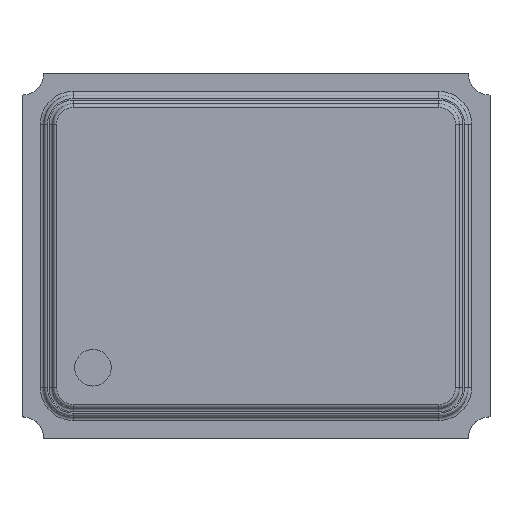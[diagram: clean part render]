
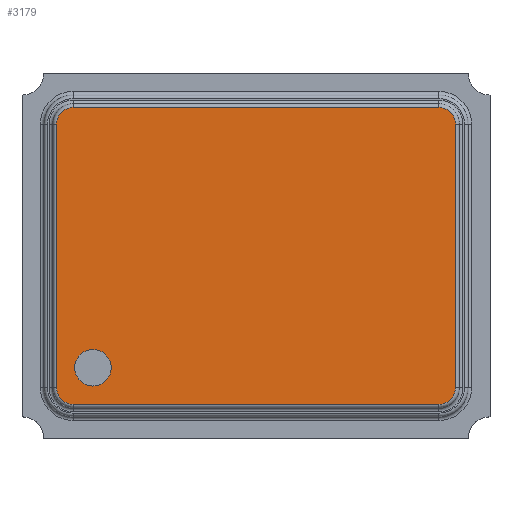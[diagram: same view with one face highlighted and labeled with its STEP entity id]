
A CAD part, top view. The second image highlights one B-rep face of the part: STEP entity #3179.
In plain terms, the highlighted planar face has unit normal (0, 0, 1).
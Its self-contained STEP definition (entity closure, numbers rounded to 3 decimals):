
#7 = VERTEX_POINT ( 'NONE', #3300 ) ;
#77 = EDGE_LOOP ( 'NONE', ( #175, #1521 ) ) ;
#129 = CARTESIAN_POINT ( 'NONE',  ( 1.25, -1.015, 0.488 ) ) ;
#170 = FACE_OUTER_BOUND ( 'NONE', #3567, .T. ) ;
#175 = ORIENTED_EDGE ( 'NONE', *, *, #6107, .F. ) ;
#328 = VERTEX_POINT ( 'NONE', #3754 ) ;
#352 = CARTESIAN_POINT ( 'NONE',  ( -1.25, -1.015, 0.488 ) ) ;
#356 = EDGE_CURVE ( 'NONE', #4376, #2569, #5071, .T. ) ;
#429 = DIRECTION ( 'NONE',  ( 1., 0., 0. ) ) ;
#436 = CARTESIAN_POINT ( 'NONE',  ( -1.25, -0.9, 0.488 ) ) ;
#437 = ORIENTED_EDGE ( 'NONE', *, *, #3541, .T. ) ;
#459 = AXIS2_PLACEMENT_3D ( 'NONE', #436, #6327, #1883 ) ;
#464 = CARTESIAN_POINT ( 'NONE',  ( -1.25, 1.015, 0.488 ) ) ;
#569 = LINE ( 'NONE', #3049, #4081 ) ;
#714 = CARTESIAN_POINT ( 'NONE',  ( 1.25, 1.015, 0.488 ) ) ;
#816 = ORIENTED_EDGE ( 'NONE', *, *, #2347, .T. ) ;
#924 = DIRECTION ( 'NONE',  ( 0., -1., 0. ) ) ;
#951 = AXIS2_PLACEMENT_3D ( 'NONE', #5367, #4798, #3789 ) ;
#1031 = AXIS2_PLACEMENT_3D ( 'NONE', #1769, #5744, #3712 ) ;
#1330 = CARTESIAN_POINT ( 'NONE',  ( -1.25, 0.9, 0.488 ) ) ;
#1418 = EDGE_CURVE ( 'NONE', #2569, #2659, #5403, .T. ) ;
#1521 = ORIENTED_EDGE ( 'NONE', *, *, #2292, .F. ) ;
#1769 = CARTESIAN_POINT ( 'NONE',  ( 1.25, -0.9, 0.488 ) ) ;
#1800 = DIRECTION ( 'NONE',  ( 0., 0., 1. ) ) ;
#1855 = CARTESIAN_POINT ( 'NONE',  ( -1.365, -0.9, 0.488 ) ) ;
#1883 = DIRECTION ( 'NONE',  ( 1., 0., 0. ) ) ;
#2099 = DIRECTION ( 'NONE',  ( 0., 0., 1. ) ) ;
#2114 = ORIENTED_EDGE ( 'NONE', *, *, #3234, .T. ) ;
#2255 = CARTESIAN_POINT ( 'NONE',  ( -1.25, 1.015, 0.488 ) ) ;
#2292 = EDGE_CURVE ( 'NONE', #328, #3044, #2513, .T. ) ;
#2347 = EDGE_CURVE ( 'NONE', #3548, #3953, #6363, .T. ) ;
#2414 = CARTESIAN_POINT ( 'NONE',  ( -0.99, -0.765, 0.488 ) ) ;
#2513 = CIRCLE ( 'NONE', #6050, 0.125 ) ;
#2540 = VECTOR ( 'NONE', #6014, 1000. ) ;
#2553 = ORIENTED_EDGE ( 'NONE', *, *, #5081, .T. ) ;
#2566 = AXIS2_PLACEMENT_3D ( 'NONE', #1330, #5338, #429 ) ;
#2569 = VERTEX_POINT ( 'NONE', #714 ) ;
#2587 = DIRECTION ( 'NONE',  ( 1., 0., 0. ) ) ;
#2659 = VERTEX_POINT ( 'NONE', #2255 ) ;
#2806 = ORIENTED_EDGE ( 'NONE', *, *, #356, .T. ) ;
#2877 = AXIS2_PLACEMENT_3D ( 'NONE', #3081, #5056, #2587 ) ;
#3044 = VERTEX_POINT ( 'NONE', #2414 ) ;
#3049 = CARTESIAN_POINT ( 'NONE',  ( 1.365, 0.9, 0.488 ) ) ;
#3051 = PLANE ( 'NONE',  #2877 ) ;
#3081 = CARTESIAN_POINT ( 'NONE',  ( 1.25, -0.9, 0.488 ) ) ;
#3087 = ORIENTED_EDGE ( 'NONE', *, *, #3511, .T. ) ;
#3142 = CARTESIAN_POINT ( 'NONE',  ( 1.365, 0.9, 0.488 ) ) ;
#3155 = AXIS2_PLACEMENT_3D ( 'NONE', #4236, #1800, #5358 ) ;
#3179 = ADVANCED_FACE ( 'NONE', ( #4587, #170 ), #3051, .T. ) ;
#3234 = EDGE_CURVE ( 'NONE', #7, #4747, #3580, .T. ) ;
#3300 = CARTESIAN_POINT ( 'NONE',  ( 1.25, -1.015, 0.488 ) ) ;
#3493 = CIRCLE ( 'NONE', #2566, 0.115 ) ;
#3511 = EDGE_CURVE ( 'NONE', #4747, #4376, #569, .T. ) ;
#3541 = EDGE_CURVE ( 'NONE', #5349, #7, #5054, .T. ) ;
#3548 = VERTEX_POINT ( 'NONE', #4072 ) ;
#3553 = DIRECTION ( 'NONE',  ( 0., 1., 0. ) ) ;
#3567 = EDGE_LOOP ( 'NONE', ( #2553, #437, #2114, #3087, #2806, #6109, #5529, #816 ) ) ;
#3580 = CIRCLE ( 'NONE', #1031, 0.115 ) ;
#3712 = DIRECTION ( 'NONE',  ( 1., 0., 0. ) ) ;
#3754 = CARTESIAN_POINT ( 'NONE',  ( -1.24, -0.765, 0.488 ) ) ;
#3789 = DIRECTION ( 'NONE',  ( 1., 0., 0. ) ) ;
#3860 = VECTOR ( 'NONE', #924, 1000. ) ;
#3953 = VERTEX_POINT ( 'NONE', #4088 ) ;
#4072 = CARTESIAN_POINT ( 'NONE',  ( -1.365, 0.9, 0.488 ) ) ;
#4081 = VECTOR ( 'NONE', #3553, 1000. ) ;
#4088 = CARTESIAN_POINT ( 'NONE',  ( -1.365, -0.9, 0.488 ) ) ;
#4236 = CARTESIAN_POINT ( 'NONE',  ( -1.115, -0.765, 0.488 ) ) ;
#4250 = EDGE_CURVE ( 'NONE', #2659, #3548, #3493, .T. ) ;
#4262 = CARTESIAN_POINT ( 'NONE',  ( 1.365, -0.9, 0.488 ) ) ;
#4376 = VERTEX_POINT ( 'NONE', #3142 ) ;
#4587 = FACE_BOUND ( 'NONE', #77, .T. ) ;
#4747 = VERTEX_POINT ( 'NONE', #4262 ) ;
#4798 = DIRECTION ( 'NONE',  ( 0., 0., 1. ) ) ;
#5054 = LINE ( 'NONE', #129, #2540 ) ;
#5056 = DIRECTION ( 'NONE',  ( 0., 0., 1. ) ) ;
#5071 = CIRCLE ( 'NONE', #951, 0.115 ) ;
#5081 = EDGE_CURVE ( 'NONE', #3953, #5349, #5830, .T. ) ;
#5115 = VECTOR ( 'NONE', #5958, 1000. ) ;
#5338 = DIRECTION ( 'NONE',  ( 0., 0., 1. ) ) ;
#5349 = VERTEX_POINT ( 'NONE', #352 ) ;
#5358 = DIRECTION ( 'NONE',  ( 1., 0., 0. ) ) ;
#5367 = CARTESIAN_POINT ( 'NONE',  ( 1.25, 0.9, 0.488 ) ) ;
#5403 = LINE ( 'NONE', #464, #5115 ) ;
#5529 = ORIENTED_EDGE ( 'NONE', *, *, #4250, .T. ) ;
#5673 = CARTESIAN_POINT ( 'NONE',  ( -1.115, -0.765, 0.488 ) ) ;
#5744 = DIRECTION ( 'NONE',  ( 0., 0., 1. ) ) ;
#5830 = CIRCLE ( 'NONE', #459, 0.115 ) ;
#5958 = DIRECTION ( 'NONE',  ( -1., 0., 0. ) ) ;
#5967 = CIRCLE ( 'NONE', #3155, 0.125 ) ;
#6014 = DIRECTION ( 'NONE',  ( 1., 0., 0. ) ) ;
#6050 = AXIS2_PLACEMENT_3D ( 'NONE', #5673, #2099, #6095 ) ;
#6095 = DIRECTION ( 'NONE',  ( 1., 0., 0. ) ) ;
#6107 = EDGE_CURVE ( 'NONE', #3044, #328, #5967, .T. ) ;
#6109 = ORIENTED_EDGE ( 'NONE', *, *, #1418, .T. ) ;
#6327 = DIRECTION ( 'NONE',  ( 0., 0., 1. ) ) ;
#6363 = LINE ( 'NONE', #1855, #3860 ) ;
